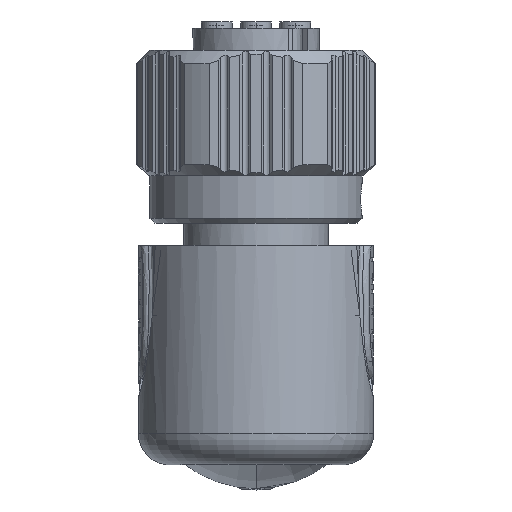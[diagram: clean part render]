
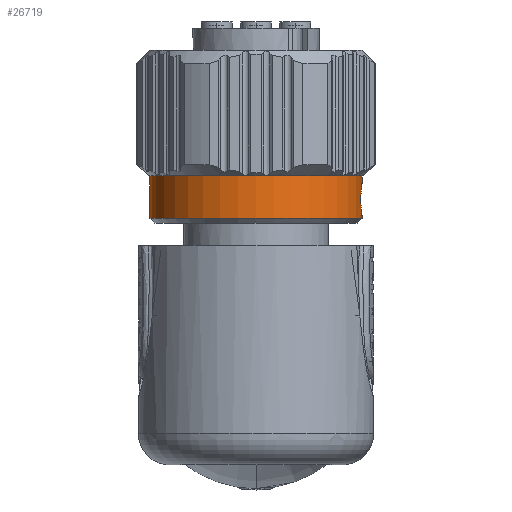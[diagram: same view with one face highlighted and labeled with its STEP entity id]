
A CAD part, left-side view. The second image highlights one B-rep face of the part: STEP entity #26719.
In plain terms, the highlighted cylindrical face has radius 6.75 mm (diameter 13.5 mm), a partial arc.
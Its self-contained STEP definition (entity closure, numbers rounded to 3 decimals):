
#34=DIRECTION('',(0.,0.,1.));
#35=VECTOR('',#34,0.2);
#36=CARTESIAN_POINT('',(0.,-6.75,
-10.7));
#37=LINE('',#36,#35);
#38=DIRECTION('',(0.,0.,1.));
#39=VECTOR('',#38,0.5);
#40=CARTESIAN_POINT('',(0.,-6.75,-8.5));
#41=LINE('',#40,#39);
#47=CARTESIAN_POINT('',(0.,0.,-10.7));
#48=DIRECTION('',(0.,0.,-1.));
#49=DIRECTION('',(0.,-1.,0.));
#50=AXIS2_PLACEMENT_3D('',#47,#48,#49);
#52=DIRECTION('',(0.,0.,1.));
#53=VECTOR('',#52,2.7);
#54=CARTESIAN_POINT('',(0.,6.75,-10.7));
#55=LINE('',#54,#53);
#56=CARTESIAN_POINT('',(0.,0.,-8.));
#57=DIRECTION('',(0.,0.,-1.));
#58=DIRECTION('',(0.,-1.,0.));
#59=AXIS2_PLACEMENT_3D('',#56,#57,#58);
#6166=CARTESIAN_POINT('',(0.,-6.75,-8.5));
#6167=CARTESIAN_POINT('',(-0.058,-6.75,-8.5));
#6168=CARTESIAN_POINT('',(-0.174,-6.748,
-8.51));
#6169=CARTESIAN_POINT('',(-0.343,-6.742,
-8.555));
#6170=CARTESIAN_POINT('',(-0.502,-6.732,
-8.629));
#6171=CARTESIAN_POINT('',(-0.646,-6.719,
-8.73));
#6172=CARTESIAN_POINT('',(-0.77,-6.706,
-8.854));
#6173=CARTESIAN_POINT('',(-0.871,-6.694,
-8.998));
#6174=CARTESIAN_POINT('',(-0.945,-6.684,
-9.157));
#6175=CARTESIAN_POINT('',(-0.99,-6.677,
-9.326));
#6176=CARTESIAN_POINT('',(-1.005,-6.675,
-9.5));
#6177=CARTESIAN_POINT('',(-0.99,-6.677,
-9.674));
#6178=CARTESIAN_POINT('',(-0.945,-6.684,
-9.843));
#6179=CARTESIAN_POINT('',(-0.871,-6.694,
-10.002));
#6180=CARTESIAN_POINT('',(-0.77,-6.706,
-10.146));
#6181=CARTESIAN_POINT('',(-0.646,-6.719,
-10.27));
#6182=CARTESIAN_POINT('',(-0.502,-6.732,
-10.371));
#6183=CARTESIAN_POINT('',(-0.343,-6.742,
-10.445));
#6184=CARTESIAN_POINT('',(-0.174,-6.748,
-10.49));
#6185=CARTESIAN_POINT('',(-0.058,-6.75,-10.5));
#6186=CARTESIAN_POINT('',(0.,-6.75,-10.5));
#23341=VERTEX_POINT('',#6166);
#23342=VERTEX_POINT('',#6186);
#23381=CARTESIAN_POINT('',(0.,6.75,-8.));
#23382=CARTESIAN_POINT('',(0.,-6.75,-8.));
#23383=VERTEX_POINT('',#23381);
#23384=VERTEX_POINT('',#23382);
#23641=CARTESIAN_POINT('',(0.,-6.75,-10.7));
#23642=CARTESIAN_POINT('',(0.,6.75,-10.7));
#23643=VERTEX_POINT('',#23641);
#23644=VERTEX_POINT('',#23642);
#26704=CARTESIAN_POINT('',(0.,0.,-11.));
#26705=DIRECTION('',(0.,0.,-1.));
#26706=DIRECTION('',(0.,-1.,0.));
#26707=AXIS2_PLACEMENT_3D('',#26704,#26705,#26706);
#26708=CYLINDRICAL_SURFACE('',#26707,6.75);
#26709=ORIENTED_EDGE('',*,*,#26665,.T.);
#26710=ORIENTED_EDGE('',*,*,#26699,.T.);
#26712=ORIENTED_EDGE('',*,*,#26711,.F.);
#26713=ORIENTED_EDGE('',*,*,#26695,.F.);
#26715=ORIENTED_EDGE('',*,*,#26714,.T.);
#26716=ORIENTED_EDGE('',*,*,#26691,.F.);
#26717=EDGE_LOOP('',(#26709,#26710,#26712,#26713,#26715,#26716));
#26718=FACE_OUTER_BOUND('',#26717,.F.);
#26719=ADVANCED_FACE('',(#26718),#26708,.T.);
#51=CIRCLE('',#50,6.75);
#60=CIRCLE('',#59,6.75);
#6187=B_SPLINE_CURVE_WITH_KNOTS('',3,(#6166,#6167,#6168,#6169,#6170,#6171,#6172,
#6173,#6174,#6175,#6176,#6177,#6178,#6179,#6180,#6181,#6182,#6183,#6184,#6185,
#6186),.UNSPECIFIED.,.F.,.F.,(4,1,1,1,1,1,1,1,1,1,1,1,1,1,1,1,1,1,4),(0.,
0.056,0.111,0.167,0.222,
0.278,0.333,0.389,0.444,0.5,
0.556,0.611,0.667,0.722,
0.778,0.833,0.889,0.944,1.),
.UNSPECIFIED.);
#26665=EDGE_CURVE('',#23643,#23644,#51,.T.);
#26691=EDGE_CURVE('',#23643,#23342,#37,.T.);
#26695=EDGE_CURVE('',#23341,#23384,#41,.T.);
#26699=EDGE_CURVE('',#23644,#23383,#55,.T.);
#26711=EDGE_CURVE('',#23384,#23383,#60,.T.);
#26714=EDGE_CURVE('',#23341,#23342,#6187,.T.);
